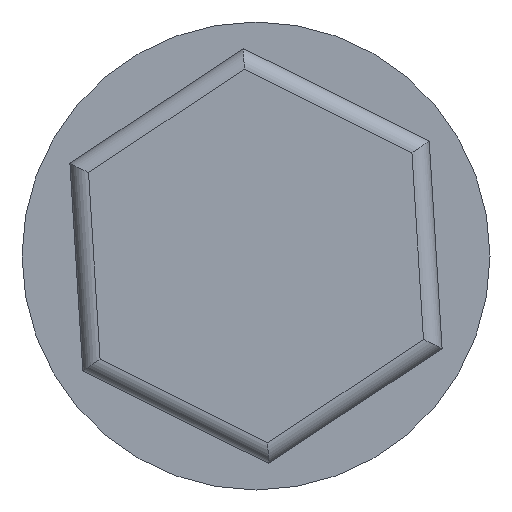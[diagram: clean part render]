
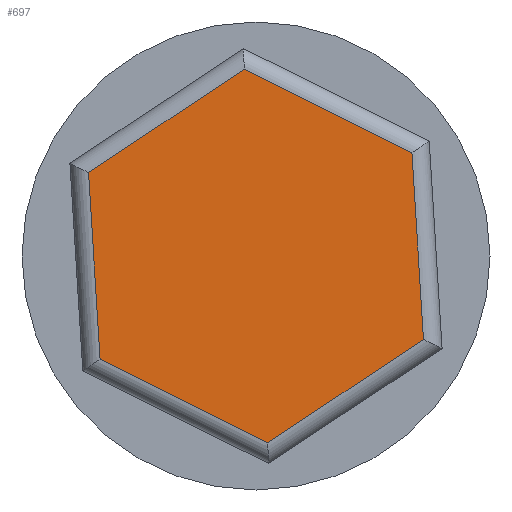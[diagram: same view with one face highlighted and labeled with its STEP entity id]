
A CAD part, left-side view. The second image highlights one B-rep face of the part: STEP entity #697.
In plain terms, the highlighted planar face has unit normal (-1, 0, 0).
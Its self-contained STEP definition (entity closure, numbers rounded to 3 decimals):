
#27=PLANE('',#762);
#67=FACE_OUTER_BOUND('',#109,.T.);
#109=EDGE_LOOP('',(#541,#542,#543,#544,#545,#546));
#202=LINE('',#1840,#245);
#204=LINE('',#1848,#247);
#206=LINE('',#1854,#249);
#208=LINE('',#1860,#251);
#211=LINE('',#1868,#254);
#213=LINE('',#1872,#256);
#245=VECTOR('',#843,10.);
#247=VECTOR('',#851,10.);
#249=VECTOR('',#857,10.);
#251=VECTOR('',#863,10.);
#254=VECTOR('',#870,10.);
#256=VECTOR('',#876,10.);
#310=VERTEX_POINT('',#1838);
#311=VERTEX_POINT('',#1839);
#314=VERTEX_POINT('',#1847);
#316=VERTEX_POINT('',#1853);
#318=VERTEX_POINT('',#1859);
#321=VERTEX_POINT('',#1867);
#390=EDGE_CURVE('',#310,#311,#202,.T.);
#394=EDGE_CURVE('',#311,#314,#204,.T.);
#397=EDGE_CURVE('',#314,#316,#206,.T.);
#400=EDGE_CURVE('',#316,#318,#208,.T.);
#404=EDGE_CURVE('',#318,#321,#211,.T.);
#407=EDGE_CURVE('',#321,#310,#213,.T.);
#541=ORIENTED_EDGE('',*,*,#390,.F.);
#542=ORIENTED_EDGE('',*,*,#407,.F.);
#543=ORIENTED_EDGE('',*,*,#404,.F.);
#544=ORIENTED_EDGE('',*,*,#400,.F.);
#545=ORIENTED_EDGE('',*,*,#397,.F.);
#546=ORIENTED_EDGE('',*,*,#394,.F.);
#697=ADVANCED_FACE('',(#67),#27,.T.);
#762=AXIS2_PLACEMENT_3D('',#1887,#890,#891);
#843=DIRECTION('',(0.,0.834,-0.553));
#851=DIRECTION('',(0.,0.895,0.446));
#857=DIRECTION('',(0.,0.062,0.998));
#863=DIRECTION('',(0.,-0.834,0.553));
#870=DIRECTION('',(0.,-0.895,-0.446));
#876=DIRECTION('',(0.,-0.062,-0.998));
#890=DIRECTION('center_axis',(-1.,0.,0.));
#891=DIRECTION('ref_axis',(0.,0.,1.));
#1838=CARTESIAN_POINT('',(-8.,-9.304,-4.631));
#1839=CARTESIAN_POINT('',(-8.,-0.642,-10.372));
#1840=CARTESIAN_POINT('',(-8.,-2.566,-9.097));
#1847=CARTESIAN_POINT('',(-8.,8.662,-5.742));
#1848=CARTESIAN_POINT('',(-8.,6.595,-6.771));
#1853=CARTESIAN_POINT('',(-8.,9.304,4.631));
#1854=CARTESIAN_POINT('',(-8.,9.161,2.326));
#1859=CARTESIAN_POINT('',(-8.,0.642,10.372));
#1860=CARTESIAN_POINT('',(-8.,2.566,9.097));
#1867=CARTESIAN_POINT('',(-8.,-8.662,5.742));
#1868=CARTESIAN_POINT('',(-8.,-6.595,6.771));
#1872=CARTESIAN_POINT('',(-8.,-9.161,-2.326));
#1887=CARTESIAN_POINT('Origin',(-8.,0.,0.));
